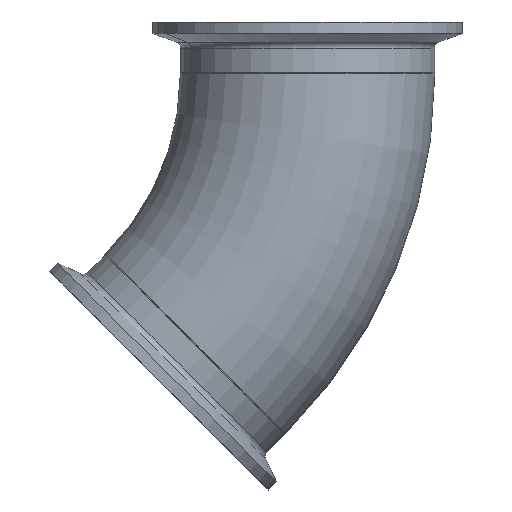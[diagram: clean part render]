
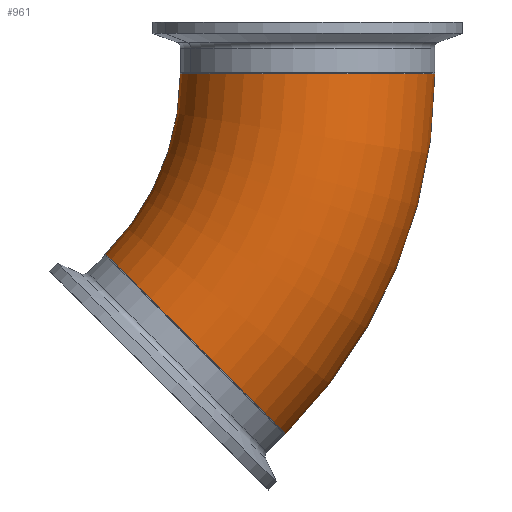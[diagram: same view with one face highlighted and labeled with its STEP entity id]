
A CAD part, front view. The second image highlights one B-rep face of the part: STEP entity #961.
In plain terms, the highlighted toroidal (fillet/blend) face has major radius 95.2 mm and minor radius 31.75 mm.
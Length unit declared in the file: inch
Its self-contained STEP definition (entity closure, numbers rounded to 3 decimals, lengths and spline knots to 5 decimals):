
#40 = ORIENTED_EDGE ( 'NONE', *, *, #929, .F. ) ;
#58 = AXIS2_PLACEMENT_3D ( 'NONE', #415, #679, #1149 ) ;
#95 = DIRECTION ( 'NONE',  ( 0., -1., 0. ) ) ;
#117 = CIRCLE ( 'NONE', #446, 1.25 ) ;
#224 = AXIS2_PLACEMENT_3D ( 'NONE', #588, #670, #1025 ) ;
#227 = EDGE_CURVE ( 'NONE', #934, #882, #639, .T. ) ;
#260 = EDGE_CURVE ( 'NONE', #870, #269, #658, .T. ) ;
#262 = ORIENTED_EDGE ( 'NONE', *, *, #260, .T. ) ;
#269 = VERTEX_POINT ( 'NONE', #1115 ) ;
#325 = AXIS2_PLACEMENT_3D ( 'NONE', #826, #484, #922 ) ;
#383 = CARTESIAN_POINT ( 'NONE',  ( 0., 0., 0. ) ) ;
#415 = CARTESIAN_POINT ( 'NONE',  ( 0., 0., 0. ) ) ;
#429 = DIRECTION ( 'NONE',  ( -0.707, 0., 0.707 ) ) ;
#446 = AXIS2_PLACEMENT_3D ( 'NONE', #523, #614, #429 ) ;
#472 = DIRECTION ( 'NONE',  ( 0., 0., -1. ) ) ;
#481 = EDGE_LOOP ( 'NONE', ( #917, #262, #40, #944 ) ) ;
#484 = DIRECTION ( 'NONE',  ( 0., -1., 0. ) ) ;
#517 = EDGE_CURVE ( 'NONE', #870, #934, #117, .T. ) ;
#523 = CARTESIAN_POINT ( 'NONE',  ( 2.65026, 0., -2.65026 ) ) ;
#588 = CARTESIAN_POINT ( 'NONE',  ( 3.74803, 0., 0. ) ) ;
#592 = CARTESIAN_POINT ( 'NONE',  ( 2.49803, 0., 0. ) ) ;
#614 = DIRECTION ( 'NONE',  ( -0.707, 0., -0.707 ) ) ;
#639 = CIRCLE ( 'NONE', #325, 2.49803 ) ;
#658 = CIRCLE ( 'NONE', #789, 4.99803 ) ;
#670 = DIRECTION ( 'NONE',  ( 0., 0., 1. ) ) ;
#679 = DIRECTION ( 'NONE',  ( 0., -1., 0. ) ) ;
#780 = FACE_OUTER_BOUND ( 'NONE', #481, .T. ) ;
#789 = AXIS2_PLACEMENT_3D ( 'NONE', #383, #95, #472 ) ;
#826 = CARTESIAN_POINT ( 'NONE',  ( 0., 0., 0. ) ) ;
#870 = VERTEX_POINT ( 'NONE', #1042 ) ;
#882 = VERTEX_POINT ( 'NONE', #592 ) ;
#899 = CIRCLE ( 'NONE', #224, 1.25 ) ;
#917 = ORIENTED_EDGE ( 'NONE', *, *, #517, .F. ) ;
#922 = DIRECTION ( 'NONE',  ( 0., 0., -1. ) ) ;
#924 = TOROIDAL_SURFACE ( 'NONE', #58, 3.74803, 1.25 ) ;
#929 = EDGE_CURVE ( 'NONE', #882, #269, #899, .T. ) ;
#934 = VERTEX_POINT ( 'NONE', #1033 ) ;
#944 = ORIENTED_EDGE ( 'NONE', *, *, #227, .F. ) ;
#961 = ADVANCED_FACE ( 'NONE', ( #780 ), #924, .T. ) ;
#1025 = DIRECTION ( 'NONE',  ( 1., 0., 0. ) ) ;
#1033 = CARTESIAN_POINT ( 'NONE',  ( 1.76638, 0., -1.76638 ) ) ;
#1042 = CARTESIAN_POINT ( 'NONE',  ( 3.53414, 0., -3.53414 ) ) ;
#1115 = CARTESIAN_POINT ( 'NONE',  ( 4.99803, 0., 0. ) ) ;
#1149 = DIRECTION ( 'NONE',  ( 0., 0., -1. ) ) ;
